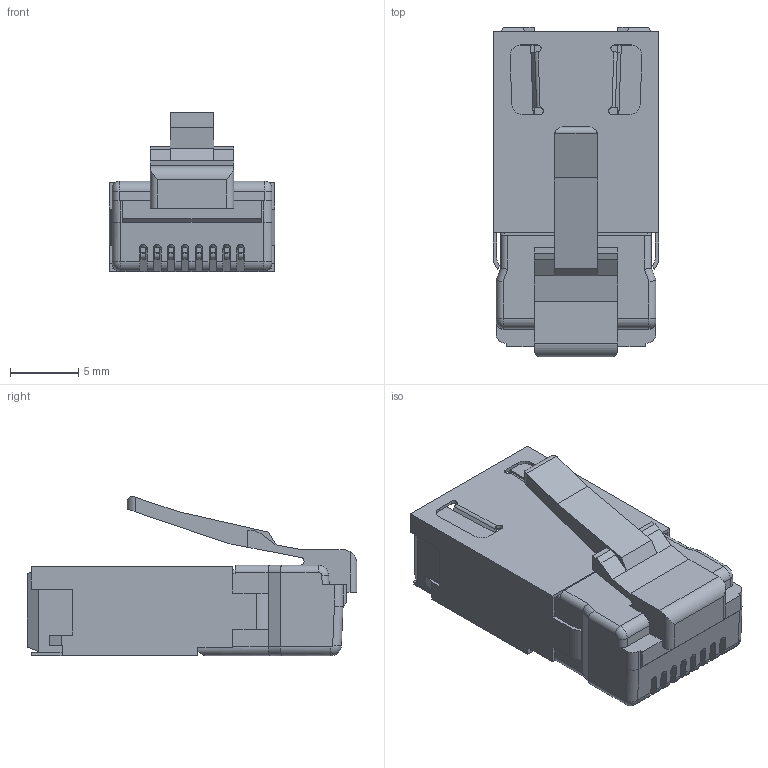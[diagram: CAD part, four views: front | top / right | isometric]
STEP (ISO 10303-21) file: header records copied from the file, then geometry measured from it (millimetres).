
FILE_DESCRIPTION(('Creo Elements/Direct Modeling STEP Export'),'2;1');
FILE_NAME('model.stp','2018-10-29T15:54:49',(''),(''),'Creo Elements/Direct Modeling STEP processor for AP214 (Solid Model)','Creo Elements/Direct Modeling 18.1I 14-Aug-2016 (C) Parametric Technology GmbH','');
FILE_SCHEMA(('AUTOMOTIVE_DESIGN { 1 0 10303 214 1 1 1 1 }'));
Length unit declared in the file: millimetre
Products named in the file (2): VS-08-ST-RJ45
Assembly tree (1 placements, depth 2):
  VS-08-ST-RJ45
    VS-08-ST-RJ45
Bounding box: 12.12 x 24.13 x 11.64 mm (x, y, z)
Volume: 1075.3 mm3; surface area: 2235 mm2
Topology: 1 solids, 1 shells, 475 faces, 1390 edges, 918 vertices
Faces by surface type: plane 335, cylinder 114, extrusion 22, torus 4
Entity records: 19756 total; most frequent: CARTESIAN_POINT 3407, ORIENTED_EDGE 2780, DIRECTION 2381, EDGE_CURVE 1390, VECTOR 1077, LINE 1067, VERTEX_POINT 918, AXIS2_PLACEMENT_3D 652
